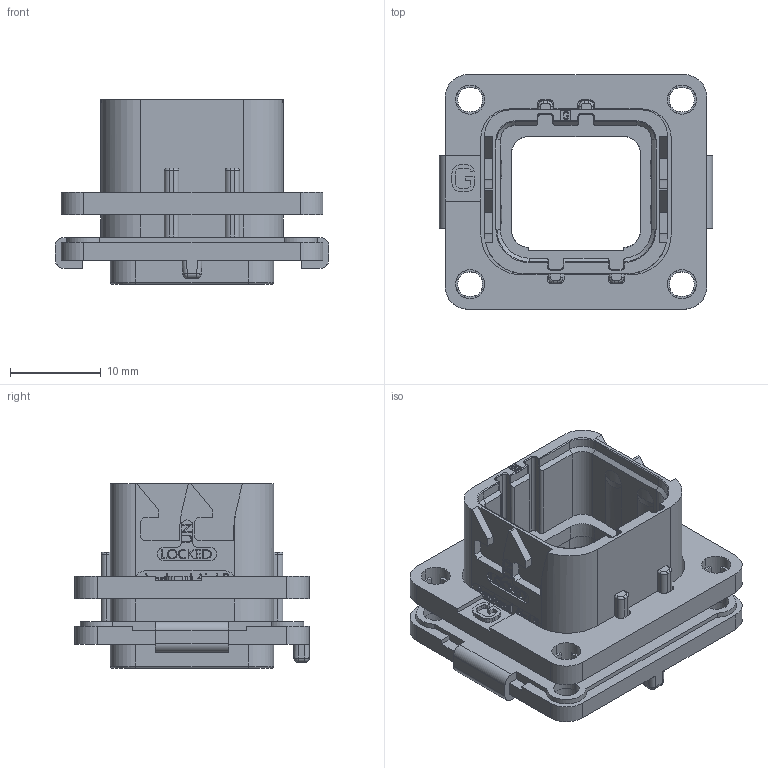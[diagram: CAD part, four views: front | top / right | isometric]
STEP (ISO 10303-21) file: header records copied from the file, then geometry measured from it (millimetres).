
FILE_DESCRIPTION((''),'2;1');
FILE_NAME('SIM2B25G110','2019-10-23T',('presta_be4'),(''),'CREO PARAMETRIC BY PTC INC, 2018360','CREO PARAMETRIC BY PTC INC, 2018360','');
FILE_SCHEMA(('CONFIG_CONTROL_DESIGN'));
Length unit declared in the file: millimetre
Products named in the file (1): SIM2B25G110
Bounding box: 30.1 x 25.8 x 20.33 mm (x, y, z)
Volume: 4237.1 mm3; surface area: 5476.2 mm2
Topology: 2 solids, 2 shells, 1470 faces, 4058 edges, 2659 vertices
Faces by surface type: plane 691, extrusion 514, cylinder 205, torus 28, sphere 20, cone 8, bspline 4
Entity records: 48570 total; most frequent: CARTESIAN_POINT 12798, ORIENTED_EDGE 8100, DIRECTION 5846, EDGE_CURVE 4050, VECTOR 3024, VERTEX_POINT 2659, LINE 2510, B_SPLINE_CURVE_WITH_KNOTS 1595
